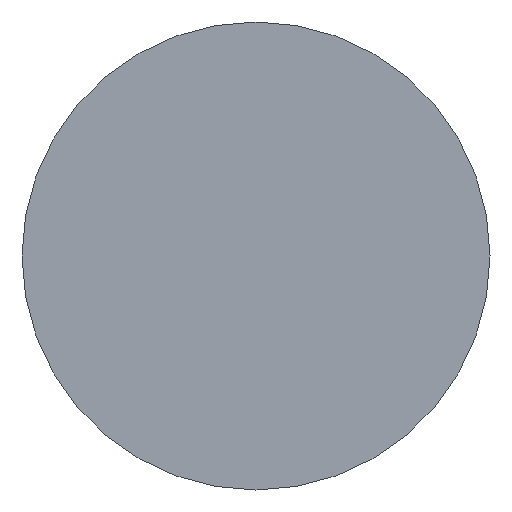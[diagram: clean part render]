
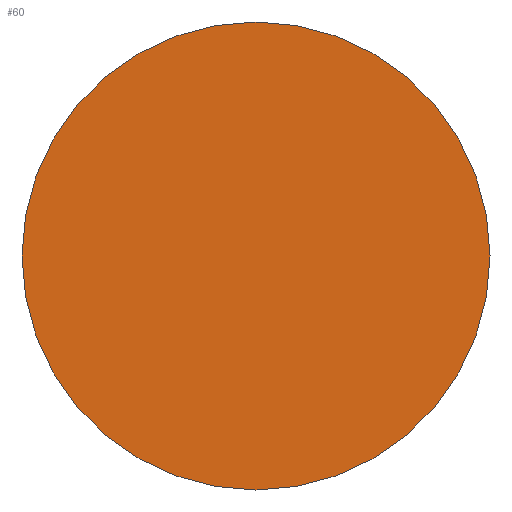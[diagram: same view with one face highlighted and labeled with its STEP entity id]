
A CAD part, left-side view. The second image highlights one B-rep face of the part: STEP entity #60.
In plain terms, the highlighted planar face has unit normal (-1, 0, 0).
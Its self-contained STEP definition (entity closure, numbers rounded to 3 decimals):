
#6 = DIRECTION ( 'NONE',  ( 0., 0., -1. ) ) ;
#7 = EDGE_LOOP ( 'NONE', ( #13, #119 ) ) ;
#8 = FACE_OUTER_BOUND ( 'NONE', #7, .T. ) ;
#13 = ORIENTED_EDGE ( 'NONE', *, *, #52, .F. ) ;
#30 = DIRECTION ( 'NONE',  ( 1., 0., 0. ) ) ;
#35 = VERTEX_POINT ( 'NONE', #96 ) ;
#41 = AXIS2_PLACEMENT_3D ( 'NONE', #53, #93, #138 ) ;
#46 = CARTESIAN_POINT ( 'NONE',  ( -1.5, 0., 0. ) ) ;
#52 = EDGE_CURVE ( 'NONE', #35, #102, #140, .T. ) ;
#53 = CARTESIAN_POINT ( 'NONE',  ( -1.5, 0., 0. ) ) ;
#60 = ADVANCED_FACE ( 'NONE', ( #8 ), #141, .F. ) ;
#82 = CARTESIAN_POINT ( 'NONE',  ( -1.5, 0., 0. ) ) ;
#93 = DIRECTION ( 'NONE',  ( 1., 0., 0. ) ) ;
#96 = CARTESIAN_POINT ( 'NONE',  ( -1.5, 0., 10. ) ) ;
#102 = VERTEX_POINT ( 'NONE', #166 ) ;
#107 = CIRCLE ( 'NONE', #162, 10. ) ;
#109 = DIRECTION ( 'NONE',  ( 1., 0., 0. ) ) ;
#112 = DIRECTION ( 'NONE',  ( 0., 0., -1. ) ) ;
#119 = ORIENTED_EDGE ( 'NONE', *, *, #131, .F. ) ;
#131 = EDGE_CURVE ( 'NONE', #102, #35, #107, .T. ) ;
#138 = DIRECTION ( 'NONE',  ( 0., 0., -1. ) ) ;
#140 = CIRCLE ( 'NONE', #148, 10. ) ;
#141 = PLANE ( 'NONE',  #41 ) ;
#148 = AXIS2_PLACEMENT_3D ( 'NONE', #82, #109, #112 ) ;
#162 = AXIS2_PLACEMENT_3D ( 'NONE', #46, #30, #6 ) ;
#166 = CARTESIAN_POINT ( 'NONE',  ( -1.5, 0., -10. ) ) ;
